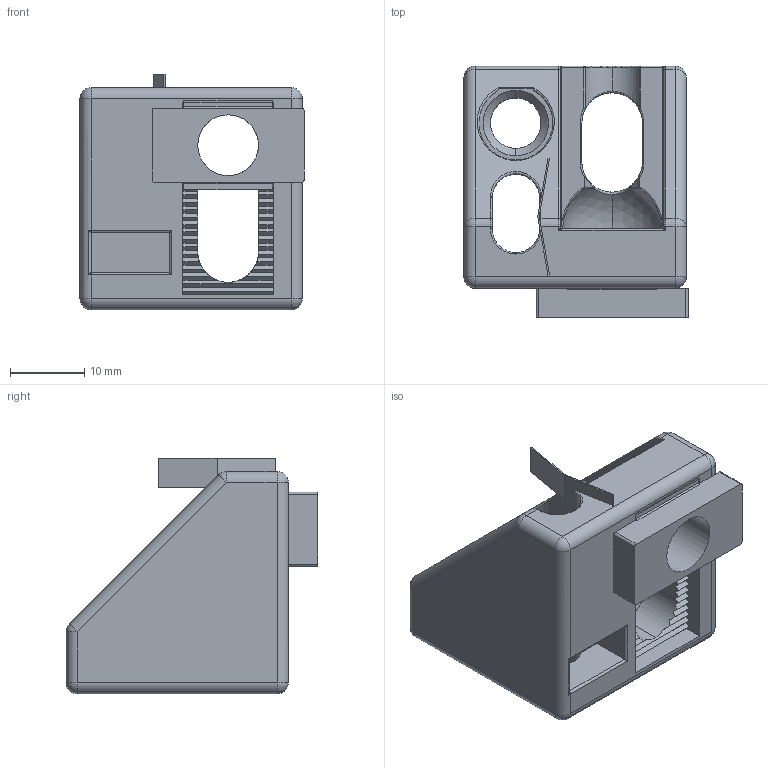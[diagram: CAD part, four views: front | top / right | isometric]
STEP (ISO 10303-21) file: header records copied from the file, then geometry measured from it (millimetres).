
FILE_DESCRIPTION(('STEP AP214'),'1');
FILE_NAME('fath_094z40s1040.stp','2017-10-09T08:08:20',('TraceParts'),('TraceParts S.A.'),'Spatial InterOp 3D',' ',' ');
FILE_SCHEMA(('automotive_design'));
Length unit declared in the file: millimetre
Products named in the file (3): fath_094z40s1040_1; fath_094z40s1040_2; fath_094z40s1040_3
Bounding box: 30.25 x 34 x 31.79 mm (x, y, z)
Volume: 11056.9 mm3; surface area: 7668.4 mm2
Topology: 3 solids, 3 shells, 631 faces, 1790 edges, 1151 vertices
Faces by surface type: plane 496, cylinder 73, torus 22, sphere 18, bspline 18, cone 4
Entity records: 25973 total; most frequent: CARTESIAN_POINT 4979, ORIENTED_EDGE 3556, DIRECTION 2993, EDGE_CURVE 1778, LINE 1415, VECTOR 1415, VERTEX_POINT 1151, AXIS2_PLACEMENT_3D 789
